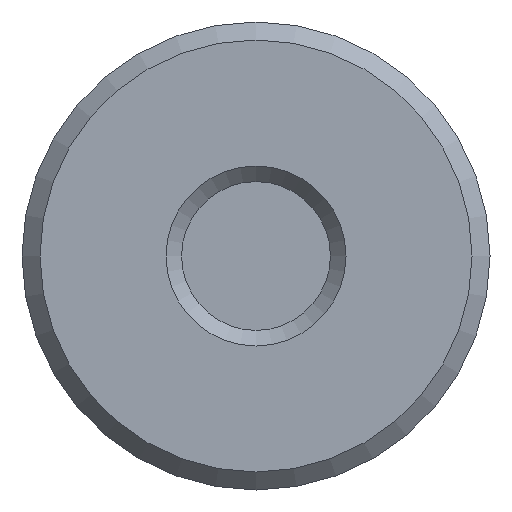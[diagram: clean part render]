
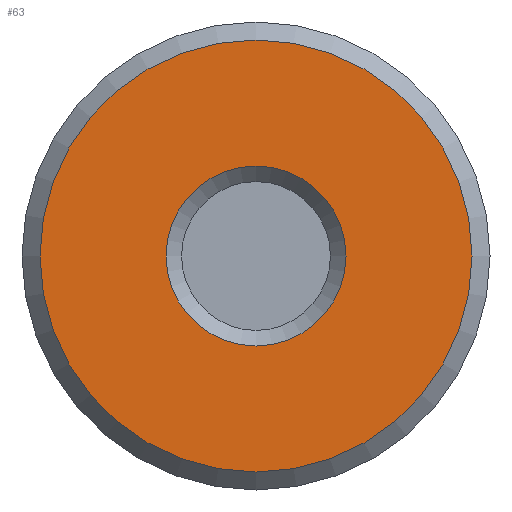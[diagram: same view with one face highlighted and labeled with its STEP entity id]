
A CAD part, front view. The second image highlights one B-rep face of the part: STEP entity #63.
In plain terms, the highlighted planar face has unit normal (0, -1, 0).
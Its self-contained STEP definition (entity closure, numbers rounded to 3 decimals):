
#63 = ADVANCED_FACE( '', ( #134, #135 ), #136, .F. );
#134 = FACE_BOUND( '', #207, .T. );
#135 = FACE_OUTER_BOUND( '', #208, .T. );
#136 = PLANE( '', #209 );
#207 = EDGE_LOOP( '', ( #296 ) );
#208 = EDGE_LOOP( '', ( #297 ) );
#209 = AXIS2_PLACEMENT_3D( '', #298, #299, #300 );
#296 = ORIENTED_EDGE( '', *, *, #344, .F. );
#297 = ORIENTED_EDGE( '', *, *, #351, .T. );
#298 = CARTESIAN_POINT( '', ( 6., 0., 0. ) );
#299 = DIRECTION( '', ( 0., 1., 0. ) );
#300 = DIRECTION( '', ( 0., 0., 1. ) );
#344 = EDGE_CURVE( '', #385, #385, #386, .T. );
#351 = EDGE_CURVE( '', #395, #395, #396, .T. );
#385 = VERTEX_POINT( '', #434 );
#386 = CIRCLE( '', #435, 2.5 );
#395 = VERTEX_POINT( '', #444 );
#396 = CIRCLE( '', #445, 6. );
#434 = CARTESIAN_POINT( '', ( 0., 0., -2.5 ) );
#435 = AXIS2_PLACEMENT_3D( '', #486, #487, #488 );
#444 = CARTESIAN_POINT( '', ( 0., 0., -6. ) );
#445 = AXIS2_PLACEMENT_3D( '', #495, #496, #497 );
#486 = CARTESIAN_POINT( '', ( 0., 0., 0. ) );
#487 = DIRECTION( '', ( 0., -1., 0. ) );
#488 = DIRECTION( '', ( 0., 0., -1. ) );
#495 = CARTESIAN_POINT( '', ( 0., 0., 0. ) );
#496 = DIRECTION( '', ( 0., -1., 0. ) );
#497 = DIRECTION( '', ( 0., 0., -1. ) );
